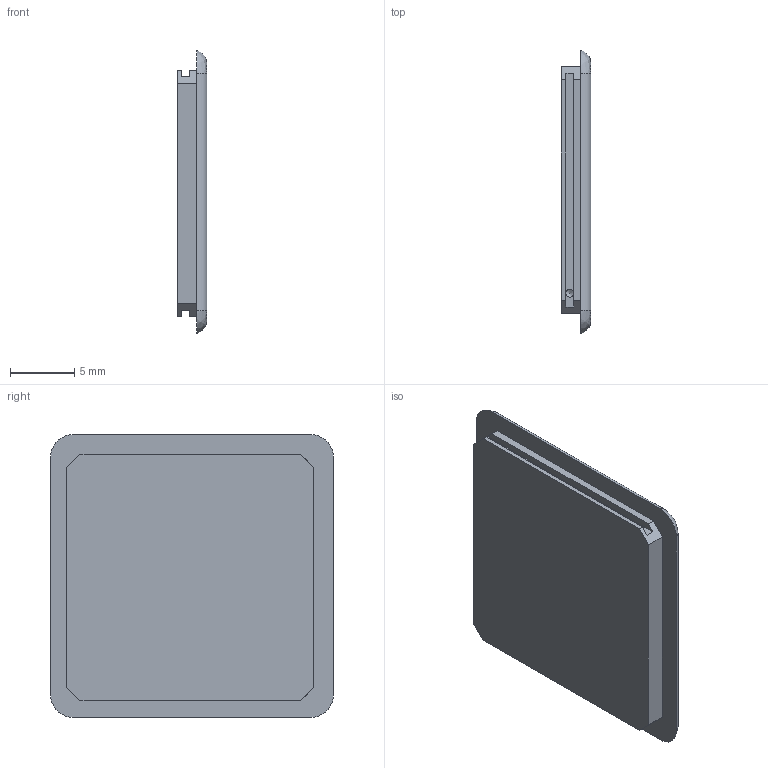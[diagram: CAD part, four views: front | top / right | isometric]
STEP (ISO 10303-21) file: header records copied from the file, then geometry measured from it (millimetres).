
FILE_DESCRIPTION(/* description */ (''),/* implementation_level */ '2;1');
FILE_NAME(/* name */ '1006353A-exact-CAP.step',/* time_stamp */ '2020-11-17T19:45:16-06:00',/* author */ (''),/* organization */ (''),/* preprocessor_version */ 'ST-DEVELOPER v18.1',/* originating_system */ 'Autodesk Translation Framework v9.3.0.1241',/* authorisation */ '');
FILE_SCHEMA (('AUTOMOTIVE_DESIGN { 1 0 10303 214 3 1 1 }'));
Length unit declared in the file: inch
Products named in the file (1): 1006353A-exact-CAP
Bounding box: 2.29 x 21.97 x 21.97 mm (x, y, z)
Volume: 895.6 mm3; surface area: 1140.3 mm2
Topology: 1 solids, 1 shells, 33 faces, 88 edges, 56 vertices
Faces by surface type: plane 21, cylinder 6, bspline 4, cone 2
Full cylindrical faces by diameter (mm): 0.61 x2
Entity records: 1068 total; most frequent: CARTESIAN_POINT 208, ORIENTED_EDGE 172, DIRECTION 168, EDGE_CURVE 86, LINE 64, VECTOR 64, VERTEX_POINT 56, AXIS2_PLACEMENT_3D 52
